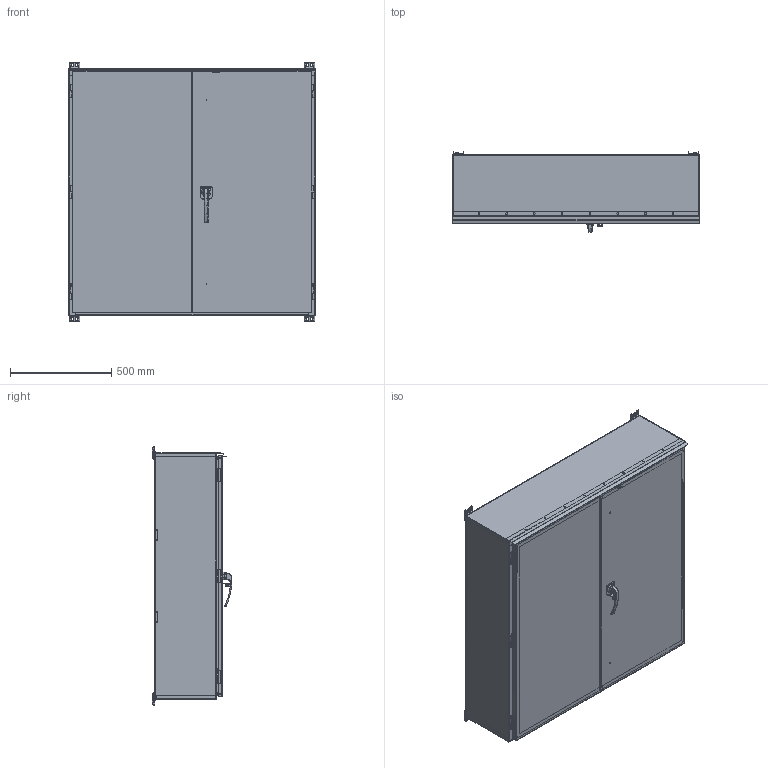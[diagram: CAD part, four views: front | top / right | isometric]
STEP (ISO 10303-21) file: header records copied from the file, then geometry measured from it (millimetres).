
FILE_DESCRIPTION(/* description */ ('Unknown'),/* implementation_level */ '2;1');
FILE_NAME(/* name */ 'BJT484812HQ',/* time_stamp */ '2018-07-26T15:13:45-04:00',/* author */ ('Unknown'),/* organization */ ('Unknown'),/* preprocessor_version */ 'ST-DEVELOPER v16.7',/* originating_system */ 'DEX',/* authorisation */ $);
FILE_SCHEMA (('AUTOMOTIVE_DESIGN {1 0 10303 214 3 1 1}'));
Length unit declared in the file: millimetre
Products named in the file (37): BJT484812HQ-A8F3; BJT484812HQ_BOITIER; BJT484812HQ-B; BJT484812HQ-EB; Penture HD Inox - DROITE_boitier; Penture HD Inox - GAUCHE_boitier; PATTE-RD; PATTE R; FW_0.3750; 3-8-16 x .750; 0.375 DIA; METAL; CAOUTCHOUC; HN_0.3750; BJT484812HQ-LH; PATTE-R; BJT484812HQ-EH; BJT-HQ-PC; BJT484812HQ_PORTE_GAUCHE; BJT484812HQ-PG; Penture HD Inox - GAUCHE_porte; HD_STRIP-BJT484812HQ; GASKET-HDSTRIP_BJT484812HQ; GASKET-BJT484812HQ; BJT484812HQ_PORTE_DROITE; BJT484812HQ-PD-A8F3; Penture HD Inox - DROITE_porte; 0.250-20 x 1.500 AC_CD 201-008-810; BJT484812HQ_ROD-SYST-3PTS_PD; A8K-01; A8K-02; CAME A10F ET A8F; BJT484812HQ_ROD-SYST-3PTS; ROD-SYS-3PTS-BJT484812HQ; ROND-SYS-3PTS-STD; BJT484812HQ-R; 10-32 x 0.312-FENTE-carré
Assembly tree (56 placements, depth 5):
  BJT484812HQ-A8F3
    BJT484812HQ_BOITIER
      BJT484812HQ-B
      BJT484812HQ-EB
      Penture HD Inox - DROITE_boitier  x3
      Penture HD Inox - GAUCHE_boitier  x3
      PATTE-RD  x2
        PATTE R
        FW_0.3750
        3-8-16 x .750
        0.375 DIA
          METAL
          CAOUTCHOUC
        HN_0.3750
      BJT484812HQ-LH
      PATTE-R  x2
        PATTE R
        FW_0.3750
        3-8-16 x .750
        0.375 DIA
          METAL
          CAOUTCHOUC
        HN_0.3750
      BJT484812HQ-EH
      BJT-HQ-PC
    BJT484812HQ_PORTE_GAUCHE
      BJT484812HQ-PG
      Penture HD Inox - GAUCHE_porte  x3
      HD_STRIP-BJT484812HQ
      GASKET-HDSTRIP_BJT484812HQ
      GASKET-BJT484812HQ
    BJT484812HQ_PORTE_DROITE
      BJT484812HQ-PD-A8F3
      Penture HD Inox - DROITE_porte  x3
      0.250-20 x 1.500 AC_CD 201-008-810  x2
      BJT484812HQ_ROD-SYST-3PTS_PD
        A8K-01
        A8K-02
        CAME A10F ET A8F
        BJT484812HQ_ROD-SYST-3PTS  x2
          ROD-SYS-3PTS-BJT484812HQ
          ROND-SYS-3PTS-STD
      GASKET-BJT484812HQ
    BJT484812HQ-R  x2
    10-32 x 0.312-FENTE-carré  x2
Bounding box: 1223.8 x 394.67 x 1276.76 mm (x, y, z)
Volume: 10629191.2 mm3; surface area: 10870686.3 mm2
Topology: 60 solids, 60 shells, 1379 faces, 3328 edges, 2138 vertices
Faces by surface type: plane 860, cylinder 403, cone 60, bspline 34, torus 18, sphere 4
Full cylindrical faces by diameter (mm): 0.508 x2, 3.023 x16, 3.162 x24, 3.175 x42, 4.318 x4, 4.394 x2, 4.775 x6, 4.801 x2, 5.105 x9, 6.35 x4, 6.378 x3, 7.137 x4, 7.798 x2, 7.925 x10, 8.712 x2, 9.017 x4, 9.525 x8, 10.312 x4, 10.541 x4, 10.871 x2, 11.1 x1, 11.582 x8, 12.7 x6, 15.875 x2, 20.625 x4, 23.8 x1, 25.121 x2
Entity records: 28140 total; most frequent: CARTESIAN_POINT 6415, DIRECTION 4328, ORIENTED_EDGE 3868, EDGE_CURVE 1934, AXIS2_PLACEMENT_3D 1547, VERTEX_POINT 1312, EDGE_LOOP 1268, FACE_BOUND 1268
